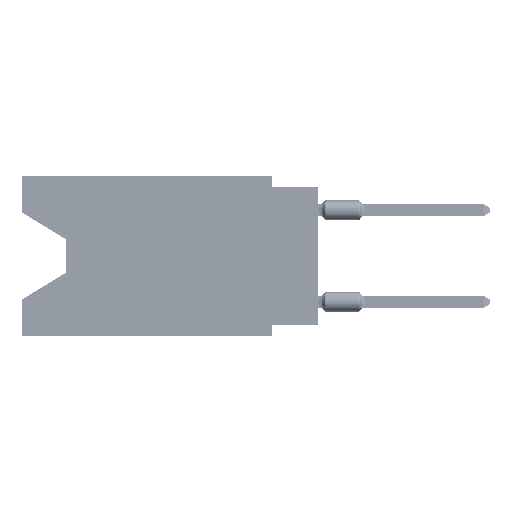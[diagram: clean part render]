
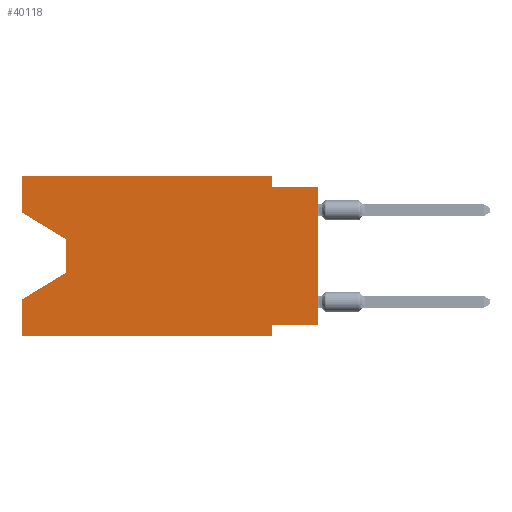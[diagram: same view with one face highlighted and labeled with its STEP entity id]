
A CAD part, left-side view. The second image highlights one B-rep face of the part: STEP entity #40118.
In plain terms, the highlighted planar face has unit normal (-1, 0, 0).
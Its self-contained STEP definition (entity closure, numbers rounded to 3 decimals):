
#1022 = VECTOR ( 'NONE', #1142, 1000. ) ;
#1142 = DIRECTION ( 'NONE',  ( 0., -0.855, -0.519 ) ) ;
#1430 = CARTESIAN_POINT ( 'NONE',  ( 0., 16.383, 0. ) ) ;
#1962 = ORIENTED_EDGE ( 'NONE', *, *, #23868, .F. ) ;
#2076 = DIRECTION ( 'NONE',  ( 0., 0., -1. ) ) ;
#2130 = VERTEX_POINT ( 'NONE', #12473 ) ;
#3711 = EDGE_CURVE ( 'NONE', #47165, #25336, #56519, .T. ) ;
#4645 = CARTESIAN_POINT ( 'NONE',  ( 0., 16.383, 0. ) ) ;
#5508 = EDGE_CURVE ( 'NONE', #15072, #36142, #18934, .T. ) ;
#6184 = DIRECTION ( 'NONE',  ( 0., -1., 0. ) ) ;
#6500 = EDGE_CURVE ( 'NONE', #47165, #36142, #64323, .T. ) ;
#6740 = CARTESIAN_POINT ( 'NONE',  ( 0., 16.383, -8.89 ) ) ;
#7175 = ORIENTED_EDGE ( 'NONE', *, *, #54207, .F. ) ;
#7813 = FACE_OUTER_BOUND ( 'NONE', #55345, .T. ) ;
#8427 = VECTOR ( 'NONE', #62709, 1000. ) ;
#8549 = EDGE_CURVE ( 'NONE', #28088, #33442, #70544, .T. ) ;
#10597 = VECTOR ( 'NONE', #36085, 1000. ) ;
#10855 = ORIENTED_EDGE ( 'NONE', *, *, #14861, .T. ) ;
#10872 = VERTEX_POINT ( 'NONE', #27186 ) ;
#11100 = CARTESIAN_POINT ( 'NONE',  ( 0., 16.383, -2.038 ) ) ;
#12013 = EDGE_CURVE ( 'NONE', #69371, #25336, #40206, .T. ) ;
#12473 = CARTESIAN_POINT ( 'NONE',  ( 0., 16.383, 0. ) ) ;
#13011 = CARTESIAN_POINT ( 'NONE',  ( 0., 13.97, -3.505 ) ) ;
#14861 = EDGE_CURVE ( 'NONE', #33442, #69371, #70207, .T. ) ;
#15072 = VERTEX_POINT ( 'NONE', #20235 ) ;
#15342 = DIRECTION ( 'NONE',  ( 0., 0., 1. ) ) ;
#16189 = LINE ( 'NONE', #39470, #8427 ) ;
#18934 = LINE ( 'NONE', #37224, #10597 ) ;
#19258 = CARTESIAN_POINT ( 'NONE',  ( 0., 16.383, 0. ) ) ;
#20235 = CARTESIAN_POINT ( 'NONE',  ( 0., 2.54, -8.255 ) ) ;
#20905 = VERTEX_POINT ( 'NONE', #74234 ) ;
#22434 = EDGE_CURVE ( 'NONE', #42622, #62300, #60943, .T. ) ;
#23525 = CARTESIAN_POINT ( 'NONE',  ( 0., 0., -0.635 ) ) ;
#23868 = EDGE_CURVE ( 'NONE', #42622, #15072, #16189, .T. ) ;
#25110 = ORIENTED_EDGE ( 'NONE', *, *, #39481, .F. ) ;
#25336 = VERTEX_POINT ( 'NONE', #31793 ) ;
#26606 = VECTOR ( 'NONE', #30008, 1000. ) ;
#27186 = CARTESIAN_POINT ( 'NONE',  ( 0., 2.54, 0. ) ) ;
#28088 = VERTEX_POINT ( 'NONE', #69537 ) ;
#30008 = DIRECTION ( 'NONE',  ( 0., -1., 0. ) ) ;
#30329 = PLANE ( 'NONE',  #35818 ) ;
#31587 = VECTOR ( 'NONE', #65532, 1000. ) ;
#31793 = CARTESIAN_POINT ( 'NONE',  ( 0., 16.383, -6.852 ) ) ;
#33442 = VERTEX_POINT ( 'NONE', #13011 ) ;
#34197 = EDGE_CURVE ( 'NONE', #20905, #62300, #46800, .T. ) ;
#34350 = ORIENTED_EDGE ( 'NONE', *, *, #59783, .F. ) ;
#35340 = DIRECTION ( 'NONE',  ( 0., -1., 0. ) ) ;
#35417 = CARTESIAN_POINT ( 'NONE',  ( 0., 16.383, -8.89 ) ) ;
#35771 = VECTOR ( 'NONE', #15342, 1000. ) ;
#35818 = AXIS2_PLACEMENT_3D ( 'NONE', #19258, #48633, #2076 ) ;
#36085 = DIRECTION ( 'NONE',  ( 0., 0., -1. ) ) ;
#36142 = VERTEX_POINT ( 'NONE', #58094 ) ;
#36567 = ORIENTED_EDGE ( 'NONE', *, *, #6500, .T. ) ;
#36902 = DIRECTION ( 'NONE',  ( 0., 0., -1. ) ) ;
#37224 = CARTESIAN_POINT ( 'NONE',  ( 0., 2.54, -8.89 ) ) ;
#39470 = CARTESIAN_POINT ( 'NONE',  ( 0., 0., -8.255 ) ) ;
#39481 = EDGE_CURVE ( 'NONE', #28088, #2130, #53679, .T. ) ;
#39522 = CARTESIAN_POINT ( 'NONE',  ( 0., 13.97, -5.385 ) ) ;
#40118 = ADVANCED_FACE ( 'NONE', ( #7813 ), #30329, .F. ) ;
#40206 = LINE ( 'NONE', #75243, #68189 ) ;
#40626 = VECTOR ( 'NONE', #65488, 1000. ) ;
#42622 = VERTEX_POINT ( 'NONE', #46862 ) ;
#46800 = LINE ( 'NONE', #23525, #60635 ) ;
#46862 = CARTESIAN_POINT ( 'NONE',  ( 0., 0., -8.255 ) ) ;
#47007 = CARTESIAN_POINT ( 'NONE',  ( 0., 16.383, 0. ) ) ;
#47165 = VERTEX_POINT ( 'NONE', #35417 ) ;
#47333 = VECTOR ( 'NONE', #6184, 1000. ) ;
#48510 = ORIENTED_EDGE ( 'NONE', *, *, #5508, .F. ) ;
#48633 = DIRECTION ( 'NONE',  ( 1., 0., 0. ) ) ;
#49221 = VECTOR ( 'NONE', #36902, 1000. ) ;
#52318 = CARTESIAN_POINT ( 'NONE',  ( 0., 13.97, -3.505 ) ) ;
#53439 = DIRECTION ( 'NONE',  ( 0., 0., -1. ) ) ;
#53679 = LINE ( 'NONE', #1430, #40626 ) ;
#54207 = EDGE_CURVE ( 'NONE', #10872, #20905, #54802, .T. ) ;
#54802 = LINE ( 'NONE', #65871, #49221 ) ;
#55345 = EDGE_LOOP ( 'NONE', ( #57968, #10855, #68249, #68371, #36567, #48510, #1962, #59272, #64025, #7175, #34350, #25110 ) ) ;
#56519 = LINE ( 'NONE', #4645, #35771 ) ;
#57968 = ORIENTED_EDGE ( 'NONE', *, *, #8549, .T. ) ;
#58094 = CARTESIAN_POINT ( 'NONE',  ( 0., 2.54, -8.89 ) ) ;
#58819 = LINE ( 'NONE', #47007, #47333 ) ;
#59272 = ORIENTED_EDGE ( 'NONE', *, *, #22434, .T. ) ;
#59449 = CARTESIAN_POINT ( 'NONE',  ( 0., 0., 0. ) ) ;
#59783 = EDGE_CURVE ( 'NONE', #2130, #10872, #58819, .T. ) ;
#60635 = VECTOR ( 'NONE', #35340, 1000. ) ;
#60943 = LINE ( 'NONE', #59449, #31587 ) ;
#62300 = VERTEX_POINT ( 'NONE', #69228 ) ;
#62709 = DIRECTION ( 'NONE',  ( 0., 1., 0. ) ) ;
#63440 = DIRECTION ( 'NONE',  ( 0., 0.855, -0.519 ) ) ;
#64025 = ORIENTED_EDGE ( 'NONE', *, *, #34197, .F. ) ;
#64323 = LINE ( 'NONE', #6740, #26606 ) ;
#65488 = DIRECTION ( 'NONE',  ( 0., 0., 1. ) ) ;
#65532 = DIRECTION ( 'NONE',  ( 0., 0., 1. ) ) ;
#65871 = CARTESIAN_POINT ( 'NONE',  ( 0., 2.54, 0. ) ) ;
#66078 = VECTOR ( 'NONE', #53439, 1000. ) ;
#68189 = VECTOR ( 'NONE', #63440, 1000. ) ;
#68249 = ORIENTED_EDGE ( 'NONE', *, *, #12013, .T. ) ;
#68371 = ORIENTED_EDGE ( 'NONE', *, *, #3711, .F. ) ;
#69228 = CARTESIAN_POINT ( 'NONE',  ( 0., 0., -0.635 ) ) ;
#69371 = VERTEX_POINT ( 'NONE', #39522 ) ;
#69537 = CARTESIAN_POINT ( 'NONE',  ( 0., 16.383, -2.038 ) ) ;
#70207 = LINE ( 'NONE', #52318, #66078 ) ;
#70544 = LINE ( 'NONE', #11100, #1022 ) ;
#74234 = CARTESIAN_POINT ( 'NONE',  ( 0., 2.54, -0.635 ) ) ;
#75243 = CARTESIAN_POINT ( 'NONE',  ( 0., 13.97, -5.385 ) ) ;
